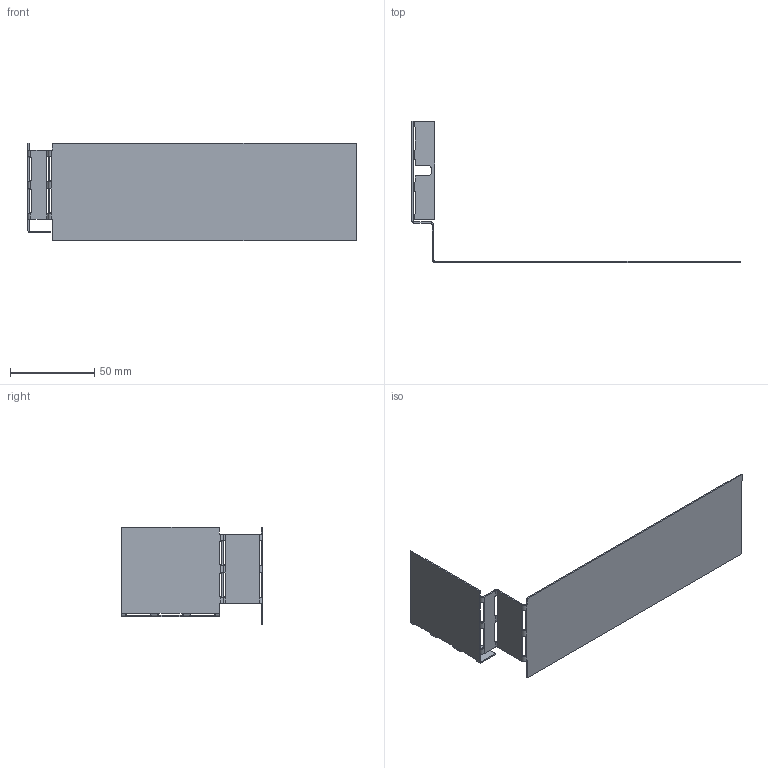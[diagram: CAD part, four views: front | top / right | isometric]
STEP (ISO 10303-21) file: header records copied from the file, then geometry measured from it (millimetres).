
FILE_DESCRIPTION(('CATIA V5 STEP Exchange','CAx-IF Rec.Pracs.--- Model Styling and Organization---1.2---2011-12-15'),'2;1');
FILE_NAME ('D1451699_1_1390980000_1390980000.stp','2017-10-13T11:52:26+00:00',('none'),('Weidmueller'),'CATIA Version 5-6 Release 2014','CATIA V5 STEP AP214','none');
FILE_SCHEMA(('AUTOMOTIVE_DESIGN { 1 0 10303 214 1 1 1 1 }'));
Length unit declared in the file: millimetre
Products named in the file (1): 1390980000_KLIPPON_COPL_122209
Bounding box: 194.69 x 83.48 x 57.5 mm (x, y, z)
Volume: 12209.2 mm3; surface area: 31347.3 mm2
Topology: 1 solids, 1 shells, 142 faces, 370 edges, 212 vertices
Faces by surface type: cylinder 64, plane 60, bspline 18
Entity records: 5103 total; most frequent: CARTESIAN_POINT 1876, ORIENTED_EDGE 740, DIRECTION 531, EDGE_CURVE 370, VECTOR 220, LINE 220, VERTEX_POINT 212, AXIS2_PLACEMENT_3D 196
